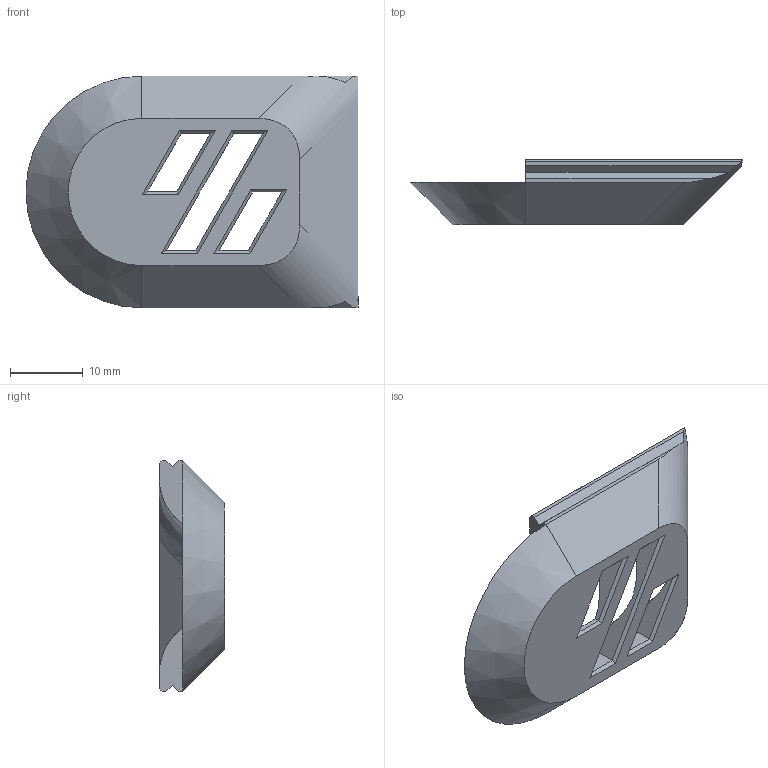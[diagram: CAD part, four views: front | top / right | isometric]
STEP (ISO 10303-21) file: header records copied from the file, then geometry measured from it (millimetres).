
FILE_DESCRIPTION (( 'STEP AP214' ), '1' );
FILE_NAME ('8mm__gap_1mm_thick_motor_cover.STEP', '2021-10-23T21:14:27', ( '' ), ( '' ), 'SwSTEP 2.0', 'SolidWorks 2021', '' );
FILE_SCHEMA (( 'AUTOMOTIVE_DESIGN' ));
Length unit declared in the file: millimetre
Products named in the file (1): 8mm__gap_1mm_thick_motor_cover
Bounding box: 45.58 x 9 x 31.8 mm (x, y, z)
Volume: 4318.8 mm3; surface area: 3530.4 mm2
Topology: 1 solids, 1 shells, 63 faces, 172 edges, 108 vertices
Faces by surface type: plane 49, cylinder 11, cone 2, bspline 1
Entity records: 2019 total; most frequent: CARTESIAN_POINT 496, ORIENTED_EDGE 344, DIRECTION 269, EDGE_CURVE 172, VECTOR 127, LINE 127, VERTEX_POINT 108, AXIS2_PLACEMENT_3D 71
